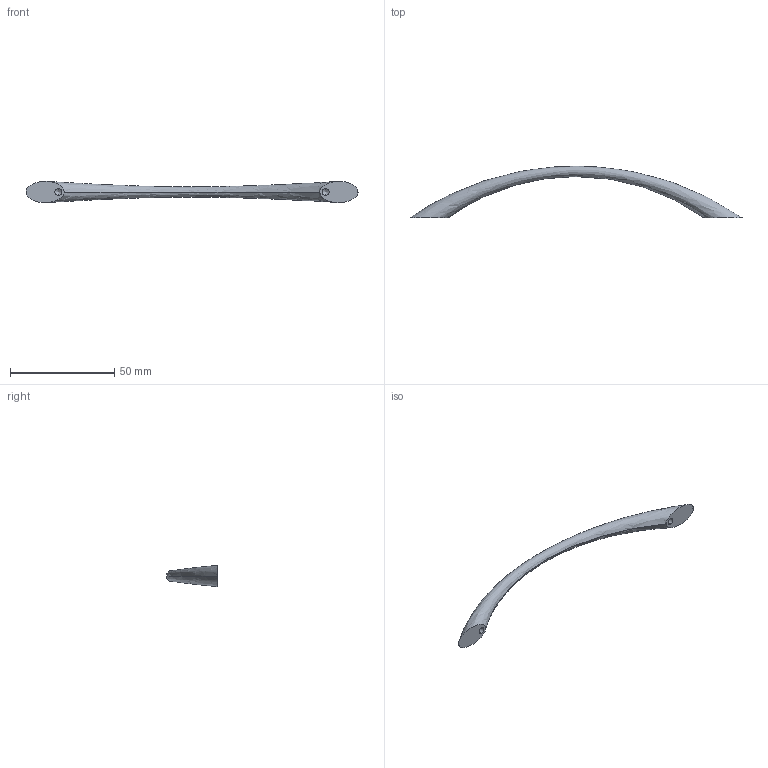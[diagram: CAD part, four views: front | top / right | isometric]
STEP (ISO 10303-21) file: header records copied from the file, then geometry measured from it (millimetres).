
FILE_DESCRIPTION (( 'STEP AP214' ), '1' );
FILE_NAME ('F001745,F001747,F001749_3D.step', '2022-07-07T08:08:01', ( '' ), ( '' ), 'SwSTEP 2.0', 'SolidWorks 2020', '' );
FILE_SCHEMA (( 'AUTOMOTIVE_DESIGN' ));
Length unit declared in the file: millimetre
Products named in the file (1): F001745,F001747,F001749_3D
Bounding box: 159 x 24.59 x 10.17 mm (x, y, z)
Volume: 5805.8 mm3; surface area: 3710.1 mm2
Topology: 1 solids, 1 shells, 12 faces, 26 edges, 14 vertices
Faces by surface type: cylinder 4, cone 4, bspline 2, plane 2
Entity records: 852 total; most frequent: CARTESIAN_POINT 547, DIRECTION 46, ORIENTED_EDGE 44, EDGE_CURVE 22, AXIS2_PLACEMENT_3D 19, VERTEX_POINT 14, EDGE_LOOP 14, FACE_OUTER_BOUND 12
